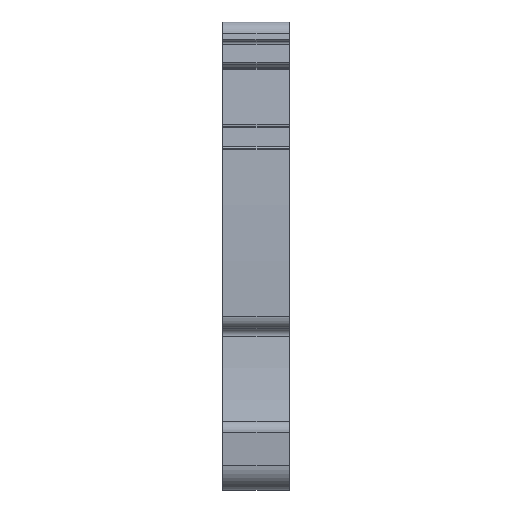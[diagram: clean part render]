
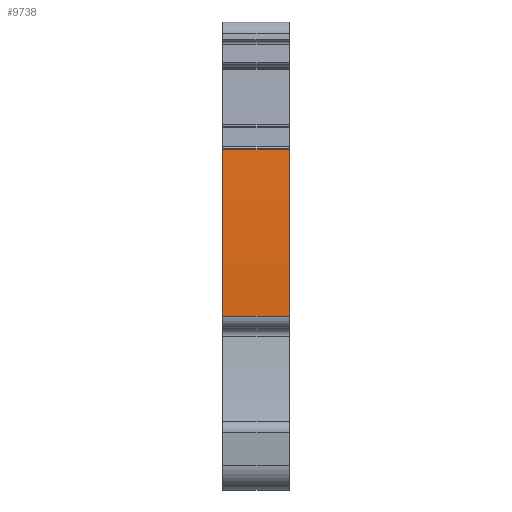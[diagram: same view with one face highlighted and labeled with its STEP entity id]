
A CAD part, front view. The second image highlights one B-rep face of the part: STEP entity #9738.
In plain terms, the highlighted cylindrical face has radius 154.9 mm (diameter 309.8 mm), a partial arc.
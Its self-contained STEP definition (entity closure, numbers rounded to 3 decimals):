
#1898=AXIS2_PLACEMENT_3D('Circle Axis2P3D',#1896,#1897,$) ;
#1905=AXIS2_PLACEMENT_3D('Circle Axis2P3D',#1903,#1904,$) ;
#2488=AXIS2_PLACEMENT_3D('Cylinder Axis2P3D',#2485,#2486,#2487) ;
#2883=AXIS2_PLACEMENT_3D('Circle Axis2P3D',#2881,#2882,$) ;
#2890=AXIS2_PLACEMENT_3D('Circle Axis2P3D',#2888,#2889,$) ;
#1893=CARTESIAN_POINT('Vertex',(0.,1.529,13.427)) ;
#1896=CARTESIAN_POINT('Axis2P3D Location',(0.,156.703,17.057)) ;
#1900=CARTESIAN_POINT('Vertex',(0.,1.528,13.45)) ;
#1903=CARTESIAN_POINT('Axis2P3D Location',(0.,156.387,17.05)) ;
#1907=CARTESIAN_POINT('Vertex',(0.,1.761,26.266)) ;
#2485=CARTESIAN_POINT('Axis2P3D Location',(2.55,156.387,17.05)) ;
#2878=CARTESIAN_POINT('Vertex',(5.1,1.761,26.266)) ;
#2881=CARTESIAN_POINT('Axis2P3D Location',(5.1,156.387,17.05)) ;
#2885=CARTESIAN_POINT('Vertex',(5.1,1.528,13.45)) ;
#2888=CARTESIAN_POINT('Axis2P3D Location',(5.1,156.719,17.058)) ;
#2892=CARTESIAN_POINT('Vertex',(5.1,1.529,13.427)) ;
#9712=CARTESIAN_POINT('Line Origine',(2.55,1.529,13.427)) ;
#9725=CARTESIAN_POINT('Line Origine',(2.55,1.761,26.266)) ;
#1897=DIRECTION('Axis2P3D Direction',(1.,0.,0.)) ;
#1904=DIRECTION('Axis2P3D Direction',(1.,0.,0.)) ;
#2486=DIRECTION('Axis2P3D Direction',(1.,0.,0.)) ;
#2487=DIRECTION('Axis2P3D XDirection',(0.,-0.993,0.118)) ;
#2882=DIRECTION('Axis2P3D Direction',(1.,0.,0.)) ;
#2889=DIRECTION('Axis2P3D Direction',(1.,0.,0.)) ;
#9713=DIRECTION('Vector Direction',(1.,0.,0.)) ;
#9726=DIRECTION('Vector Direction',(1.,0.,0.)) ;
#9714=VECTOR('Line Direction',#9713,1.) ;
#9727=VECTOR('Line Direction',#9726,1.) ;
#9731=ORIENTED_EDGE('',*,*,#2887,.F.) ;
#9732=ORIENTED_EDGE('',*,*,#9729,.F.) ;
#9733=ORIENTED_EDGE('',*,*,#1909,.T.) ;
#9734=ORIENTED_EDGE('',*,*,#1902,.T.) ;
#9735=ORIENTED_EDGE('',*,*,#9716,.T.) ;
#9736=ORIENTED_EDGE('',*,*,#2894,.F.) ;
#9738=ADVANCED_FACE('MLD',(#9737),#2489,.T.) ;
#1899=CIRCLE('generated circle',#1898,155.217) ;
#1906=CIRCLE('generated circle',#1905,154.9) ;
#2884=CIRCLE('generated circle',#2883,154.9) ;
#2891=CIRCLE('generated circle',#2890,155.232) ;
#2489=CYLINDRICAL_SURFACE('generated cylinder',#2488,154.9) ;
#1902=EDGE_CURVE('',#1901,#1894,#1899,.T.) ;
#1909=EDGE_CURVE('',#1908,#1901,#1906,.T.) ;
#2887=EDGE_CURVE('',#2879,#2886,#2884,.T.) ;
#2894=EDGE_CURVE('',#2886,#2893,#2891,.T.) ;
#9716=EDGE_CURVE('',#1894,#2893,#9715,.T.) ;
#9729=EDGE_CURVE('',#1908,#2879,#9728,.T.) ;
#9730=EDGE_LOOP('',(#9731,#9732,#9733,#9734,#9735,#9736)) ;
#9737=FACE_OUTER_BOUND('',#9730,.T.) ;
#9715=LINE('Line',#9712,#9714) ;
#9728=LINE('Line',#9725,#9727) ;
#1894=VERTEX_POINT('',#1893) ;
#1901=VERTEX_POINT('',#1900) ;
#1908=VERTEX_POINT('',#1907) ;
#2879=VERTEX_POINT('',#2878) ;
#2886=VERTEX_POINT('',#2885) ;
#2893=VERTEX_POINT('',#2892) ;
